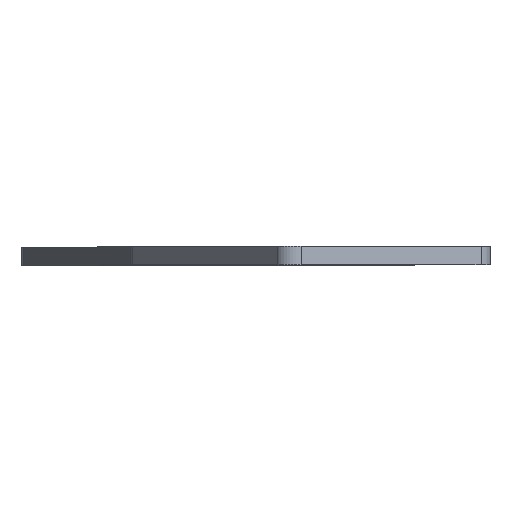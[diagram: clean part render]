
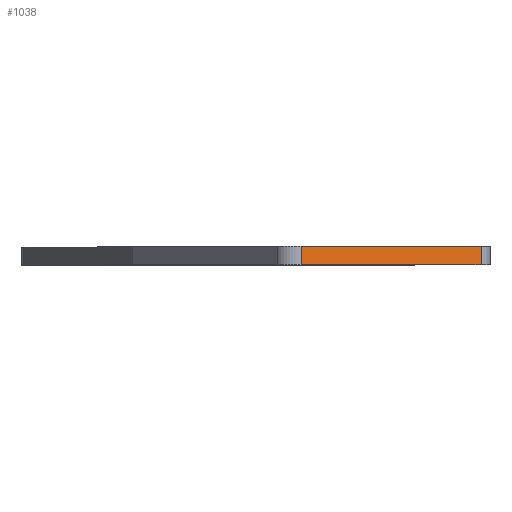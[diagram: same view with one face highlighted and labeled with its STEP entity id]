
A CAD part, top view. The second image highlights one B-rep face of the part: STEP entity #1038.
In plain terms, the highlighted planar face has unit normal (0.5, 0, 0.866).
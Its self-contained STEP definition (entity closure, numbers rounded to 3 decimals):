
#1 = EDGE_CURVE ( 'NONE', #1256, #1444, #1178, .T. ) ;
#11 = EDGE_CURVE ( 'NONE', #1452, #1256, #36, .T. ) ;
#36 = LINE ( 'NONE', #1271, #253 ) ;
#40 = CARTESIAN_POINT ( 'NONE',  ( 102.491, 5., 30.524 ) ) ;
#153 = FACE_OUTER_BOUND ( 'NONE', #1430, .T. ) ;
#165 = AXIS2_PLACEMENT_3D ( 'NONE', #1058, #384, #836 ) ;
#185 = ORIENTED_EDGE ( 'NONE', *, *, #459, .T. ) ;
#214 = ORIENTED_EDGE ( 'NONE', *, *, #1, .T. ) ;
#240 = CARTESIAN_POINT ( 'NONE',  ( 42.859, 5., 64.952 ) ) ;
#253 = VECTOR ( 'NONE', #371, 1000. ) ;
#259 = CARTESIAN_POINT ( 'NONE',  ( 42.859, 0., 64.952 ) ) ;
#343 = CARTESIAN_POINT ( 'NONE',  ( 102.491, 5., 30.524 ) ) ;
#370 = DIRECTION ( 'NONE',  ( 0., 1., 0. ) ) ;
#371 = DIRECTION ( 'NONE',  ( 0., -1., 0. ) ) ;
#384 = DIRECTION ( 'NONE',  ( -0.5, 0., -0.866 ) ) ;
#419 = CARTESIAN_POINT ( 'NONE',  ( 102.491, 0., 30.524 ) ) ;
#427 = EDGE_CURVE ( 'NONE', #1452, #907, #813, .T. ) ;
#459 = EDGE_CURVE ( 'NONE', #1444, #907, #466, .T. ) ;
#460 = ORIENTED_EDGE ( 'NONE', *, *, #11, .T. ) ;
#466 = LINE ( 'NONE', #343, #1230 ) ;
#477 = DIRECTION ( 'NONE',  ( 0.866, 0., -0.5 ) ) ;
#606 = PLANE ( 'NONE',  #165 ) ;
#688 = DIRECTION ( 'NONE',  ( 0.866, 0., -0.5 ) ) ;
#744 = CARTESIAN_POINT ( 'NONE',  ( 52.509, 5., 59.38 ) ) ;
#813 = LINE ( 'NONE', #240, #1400 ) ;
#822 = CARTESIAN_POINT ( 'NONE',  ( 52.509, 0., 59.38 ) ) ;
#836 = DIRECTION ( 'NONE',  ( -0.866, 0., 0.5 ) ) ;
#896 = VECTOR ( 'NONE', #688, 1000. ) ;
#907 = VERTEX_POINT ( 'NONE', #40 ) ;
#954 = ORIENTED_EDGE ( 'NONE', *, *, #427, .F. ) ;
#1038 = ADVANCED_FACE ( 'NONE', ( #153 ), #606, .F. ) ;
#1058 = CARTESIAN_POINT ( 'NONE',  ( 42.859, 5., 64.952 ) ) ;
#1178 = LINE ( 'NONE', #259, #896 ) ;
#1230 = VECTOR ( 'NONE', #370, 1000. ) ;
#1256 = VERTEX_POINT ( 'NONE', #822 ) ;
#1271 = CARTESIAN_POINT ( 'NONE',  ( 52.509, 0., 59.38 ) ) ;
#1400 = VECTOR ( 'NONE', #477, 1000. ) ;
#1430 = EDGE_LOOP ( 'NONE', ( #954, #460, #214, #185 ) ) ;
#1444 = VERTEX_POINT ( 'NONE', #419 ) ;
#1452 = VERTEX_POINT ( 'NONE', #744 ) ;
